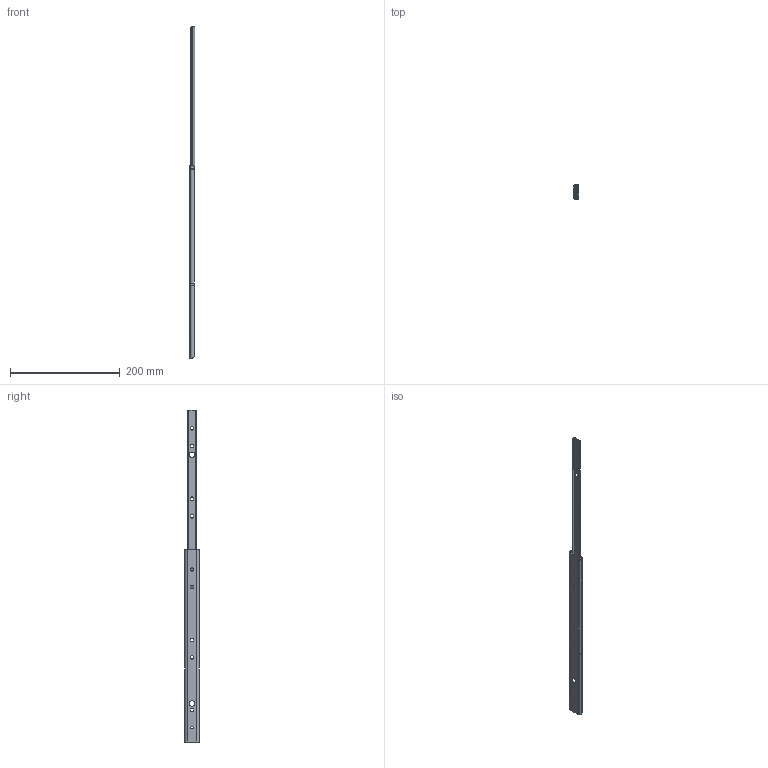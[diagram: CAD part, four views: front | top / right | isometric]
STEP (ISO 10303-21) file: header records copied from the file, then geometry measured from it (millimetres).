
FILE_DESCRIPTION(/* description */ ('Montage'),/* implementation_level */ '2;1');
FILE_NAME(/* name */ 'DZ2720-7035_3D-1.stp',/* time_stamp */ '2022-02-07T15:16:24+01:00',/* author */ ('twoell'),/* organization */ ('ACCURIDE International GmbH'),/* preprocessor_version */ 'ST-DEVELOPER v17',/* originating_system */ 'Autodesk Inventor 2018',/* authorisation */ '');
FILE_SCHEMA (('AUTOMOTIVE_DESIGN { 1 0 10303 214 3 1 1 }'));
Length unit declared in the file: millimetre
Products named in the file (5): DZ2720-7035_3D; 012720-7035_3D; 032720-7035_3D; 15000190-3D; 022720-7035_3D
Assembly tree (17 placements, depth 2):
  DZ2720-7035_3D
    012720-7035_3D
    032720-7035_3D
    15000190-3D  x14
    022720-7035_3D
Bounding box: 9.5 x 27.09 x 604.6 mm (x, y, z)
Volume: 32514.1 mm3; surface area: 51755.9 mm2
Topology: 17 solids, 17 shells, 356 faces, 1096 edges, 718 vertices
Faces by surface type: plane 172, cylinder 154, bspline 16, sphere 14
Full cylindrical faces by diameter (mm): 4 x6, 4.3 x2, 10 x2
Entity records: 13098 total; most frequent: CARTESIAN_POINT 3112, ORIENTED_EDGE 2110, DIRECTION 2031, EDGE_CURVE 1055, VERTEX_POINT 692, LINE 679, VECTOR 679, AXIS2_PLACEMENT_3D 676
